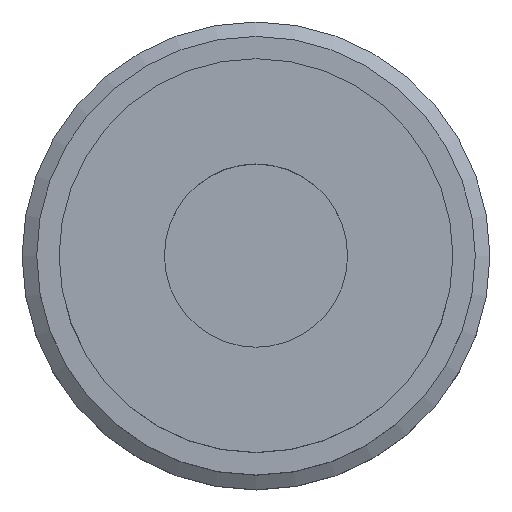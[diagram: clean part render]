
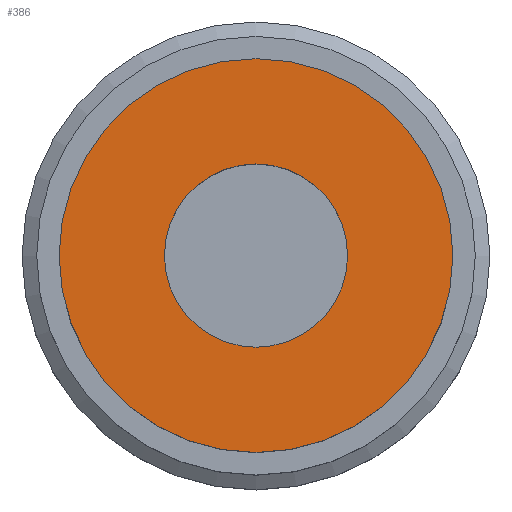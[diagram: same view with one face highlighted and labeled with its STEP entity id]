
A CAD part, top view. The second image highlights one B-rep face of the part: STEP entity #386.
In plain terms, the highlighted planar face has unit normal (0, 0, 1).
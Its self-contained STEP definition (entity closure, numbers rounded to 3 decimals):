
#25=FACE_BOUND('',#107,.T.);
#40=PLANE('',#461);
#69=FACE_OUTER_BOUND('',#106,.T.);
#106=EDGE_LOOP('',(#344));
#107=EDGE_LOOP('',(#345));
#168=CIRCLE('',#454,4.7);
#170=CIRCLE('',#458,10.1);
#198=VERTEX_POINT('',#696);
#200=VERTEX_POINT('',#703);
#244=EDGE_CURVE('',#198,#198,#168,.T.);
#247=EDGE_CURVE('',#200,#200,#170,.T.);
#344=ORIENTED_EDGE('',*,*,#247,.T.);
#345=ORIENTED_EDGE('',*,*,#244,.T.);
#386=ADVANCED_FACE('',(#69,#25),#40,.T.);
#454=AXIS2_PLACEMENT_3D('',#697,#584,#585);
#458=AXIS2_PLACEMENT_3D('',#704,#593,#594);
#461=AXIS2_PLACEMENT_3D('',#709,#600,#601);
#584=DIRECTION('center_axis',(0.,0.,-1.));
#585=DIRECTION('ref_axis',(-1.,0.,0.));
#593=DIRECTION('center_axis',(0.,0.,1.));
#594=DIRECTION('ref_axis',(-1.,0.,0.));
#600=DIRECTION('center_axis',(0.,0.,1.));
#601=DIRECTION('ref_axis',(1.,0.,0.));
#696=CARTESIAN_POINT('',(64.7,0.,42.9));
#697=CARTESIAN_POINT('Origin',(60.,0.,42.9));
#703=CARTESIAN_POINT('',(70.1,0.,42.9));
#704=CARTESIAN_POINT('Origin',(60.,0.,42.9));
#709=CARTESIAN_POINT('Origin',(60.,0.,42.9));
